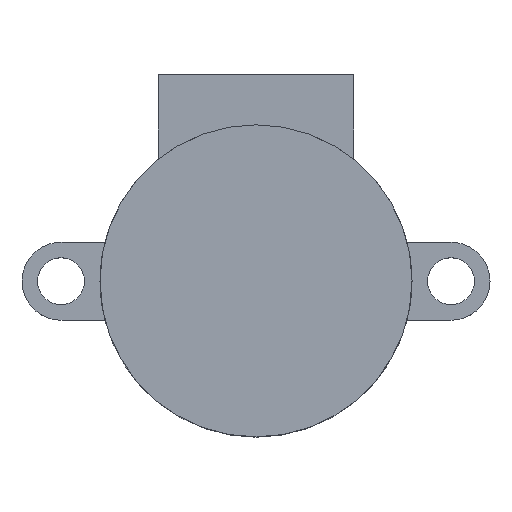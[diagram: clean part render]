
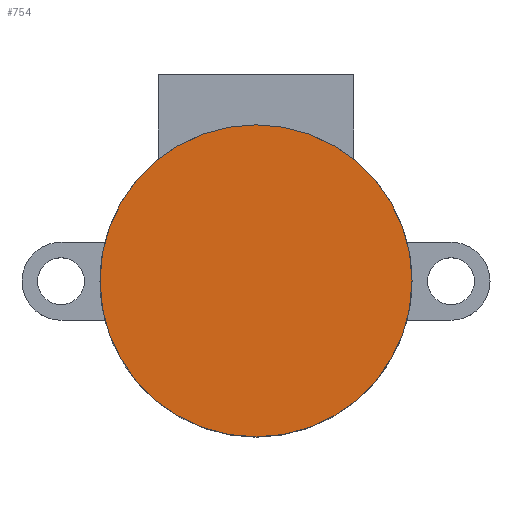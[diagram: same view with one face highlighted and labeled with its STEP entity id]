
A CAD part, top view. The second image highlights one B-rep face of the part: STEP entity #754.
In plain terms, the highlighted planar face has unit normal (0, 0, 1).
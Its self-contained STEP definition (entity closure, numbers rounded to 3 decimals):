
#24=PLANE('',#995);
#49=FACE_OUTER_BOUND('',#84,.T.);
#84=EDGE_LOOP('',(#645));
#349=VERTEX_POINT('',#1457);
#497=EDGE_CURVE('',#349,#349,#907,.T.);
#645=ORIENTED_EDGE('',*,*,#497,.T.);
#754=ADVANCED_FACE('',(#49),#24,.T.);
#907=CIRCLE('',#996,14.);
#995=AXIS2_PLACEMENT_3D('',#1456,#1160,#1161);
#996=AXIS2_PLACEMENT_3D('',#1458,#1162,#1163);
#1160=DIRECTION('center_axis',(0.,0.,1.));
#1161=DIRECTION('ref_axis',(1.,0.,0.));
#1162=DIRECTION('center_axis',(0.,0.,1.));
#1163=DIRECTION('ref_axis',(1.,0.,0.));
#1456=CARTESIAN_POINT('Origin',(0.,-14.168,19.5));
#1457=CARTESIAN_POINT('',(14.,0.,19.5));
#1458=CARTESIAN_POINT('Origin',(0.,0.,19.5));
